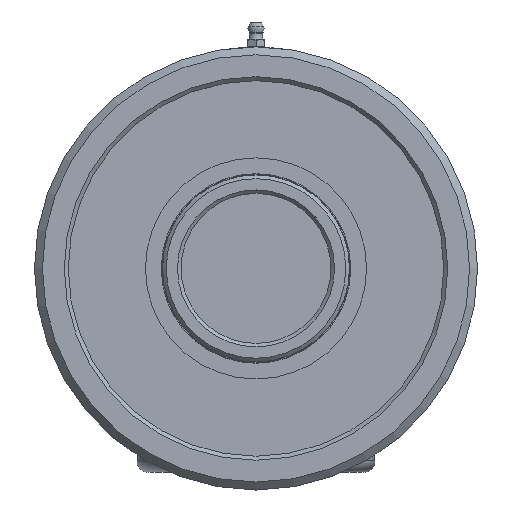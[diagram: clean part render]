
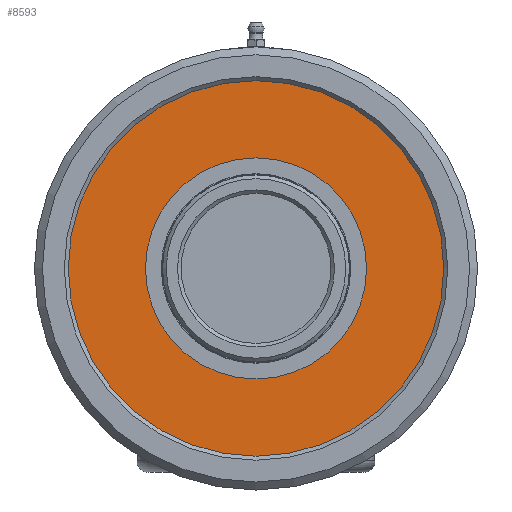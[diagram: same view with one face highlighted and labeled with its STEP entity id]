
A CAD part, left-side view. The second image highlights one B-rep face of the part: STEP entity #8593.
In plain terms, the highlighted planar face has unit normal (-1, 0, 0).
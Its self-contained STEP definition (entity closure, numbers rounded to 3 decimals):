
#580=FACE_BOUND('',#1787,.T.);
#639=PLANE('',#9142);
#1266=FACE_OUTER_BOUND('',#1786,.T.);
#1786=EDGE_LOOP('',(#5820));
#1787=EDGE_LOOP('',(#5821));
#3288=CIRCLE('',#9143,75.5);
#3289=CIRCLE('',#9144,41.65);
#3567=VERTEX_POINT('',#12376);
#3568=VERTEX_POINT('',#12378);
#4469=EDGE_CURVE('',#3567,#3567,#3288,.T.);
#4470=EDGE_CURVE('',#3568,#3568,#3289,.T.);
#5820=ORIENTED_EDGE('',*,*,#4469,.F.);
#5821=ORIENTED_EDGE('',*,*,#4470,.F.);
#8593=ADVANCED_FACE('',(#1266,#580),#639,.T.);
#9142=AXIS2_PLACEMENT_3D('',#12375,#9999,#10000);
#9143=AXIS2_PLACEMENT_3D('',#12377,#10001,#10002);
#9144=AXIS2_PLACEMENT_3D('',#12379,#10003,#10004);
#9999=DIRECTION('center_axis',(-1.,0.,0.));
#10000=DIRECTION('ref_axis',(0.,0.,1.));
#10001=DIRECTION('center_axis',(1.,0.,0.));
#10002=DIRECTION('ref_axis',(0.,0.,-1.));
#10003=DIRECTION('center_axis',(-1.,0.,0.));
#10004=DIRECTION('ref_axis',(0.,1.,0.));
#12375=CARTESIAN_POINT('Origin',(-92.59,0.,34.287));
#12376=CARTESIAN_POINT('',(-92.59,0.,75.5));
#12377=CARTESIAN_POINT('Origin',(-92.59,0.,0.));
#12378=CARTESIAN_POINT('',(-92.59,-41.65,0.));
#12379=CARTESIAN_POINT('Origin',(-92.59,0.,0.));
